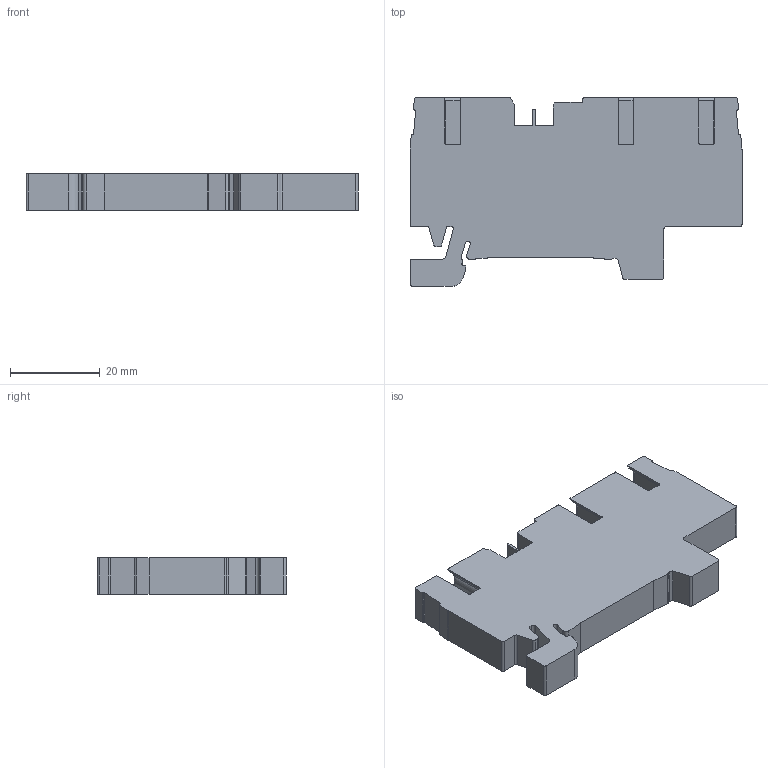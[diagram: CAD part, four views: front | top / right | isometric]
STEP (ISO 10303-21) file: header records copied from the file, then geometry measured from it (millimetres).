
FILE_DESCRIPTION((''),'2;1');
FILE_NAME('PRK6_3A','2019-09-20T',('Christian Carl'),(''),'CREO PARAMETRIC BY PTC INC, 2016380','CREO PARAMETRIC BY PTC INC, 2016380','');
FILE_SCHEMA(('CONFIG_CONTROL_DESIGN'));
Length unit declared in the file: millimetre
Products named in the file (1): PRK6_3A
Bounding box: 74.05 x 42 x 8.1 mm (x, y, z)
Volume: 16720.9 mm3; surface area: 9673.9 mm2
Topology: 1 solids, 1 shells, 285 faces, 815 edges, 539 vertices
Faces by surface type: plane 167, cylinder 97, cone 21
Entity records: 9381 total; most frequent: CARTESIAN_POINT 1671, ORIENTED_EDGE 1630, DIRECTION 1617, EDGE_CURVE 815, VECTOR 571, LINE 571, VERTEX_POINT 539, AXIS2_PLACEMENT_3D 523
